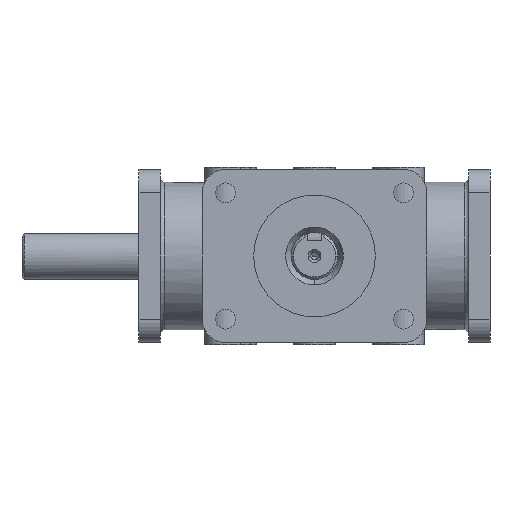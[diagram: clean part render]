
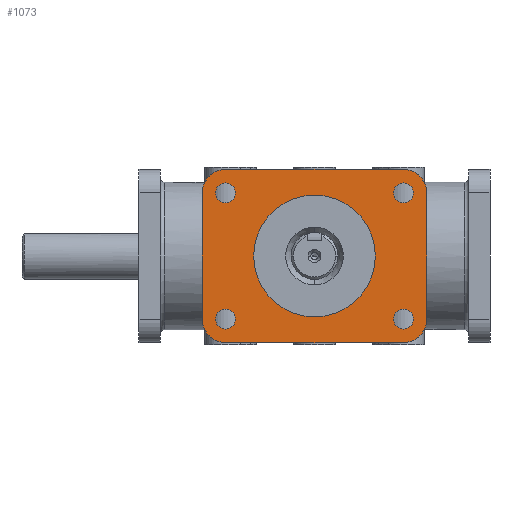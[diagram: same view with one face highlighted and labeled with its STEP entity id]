
A CAD part, front view. The second image highlights one B-rep face of the part: STEP entity #1073.
In plain terms, the highlighted planar face has unit normal (0, -1, 0).
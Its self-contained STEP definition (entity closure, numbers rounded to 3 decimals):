
#1073=ADVANCED_FACE('',(#2880,#2881,#2882,#2883,#2884,#2885),#2886,.F.);
#2880=FACE_OUTER_BOUND('',#6047,.T.);
#2881=FACE_BOUND('',#6048,.T.);
#2882=FACE_BOUND('',#6049,.T.);
#2883=FACE_BOUND('',#6050,.T.);
#2884=FACE_BOUND('',#6051,.T.);
#2885=FACE_BOUND('',#6052,.T.);
#2886=PLANE('',#6053);
#6047=EDGE_LOOP('',(#14798,#14799,#14800,#14801,#14802,#14803,#14804,#14805));
#6048=EDGE_LOOP('',(#14806,#14807,#14808));
#6049=EDGE_LOOP('',(#14809,#14810,#14811));
#6050=EDGE_LOOP('',(#14812,#14813,#14814));
#6051=EDGE_LOOP('',(#14815,#14816,#14817));
#6052=EDGE_LOOP('',(#14818,#14819,#14820));
#6053=AXIS2_PLACEMENT_3D('',#14821,#14822,#14823);
#14798=ORIENTED_EDGE('',*,*,#25311,.T.);
#14799=ORIENTED_EDGE('',*,*,#25312,.T.);
#14800=ORIENTED_EDGE('',*,*,#25313,.T.);
#14801=ORIENTED_EDGE('',*,*,#25314,.T.);
#14802=ORIENTED_EDGE('',*,*,#25315,.T.);
#14803=ORIENTED_EDGE('',*,*,#25316,.T.);
#14804=ORIENTED_EDGE('',*,*,#25317,.T.);
#14805=ORIENTED_EDGE('',*,*,#25318,.T.);
#14806=ORIENTED_EDGE('',*,*,#25319,.F.);
#14807=ORIENTED_EDGE('',*,*,#25320,.F.);
#14808=ORIENTED_EDGE('',*,*,#25321,.F.);
#14809=ORIENTED_EDGE('',*,*,#25322,.F.);
#14810=ORIENTED_EDGE('',*,*,#25323,.F.);
#14811=ORIENTED_EDGE('',*,*,#25324,.F.);
#14812=ORIENTED_EDGE('',*,*,#25325,.F.);
#14813=ORIENTED_EDGE('',*,*,#25326,.F.);
#14814=ORIENTED_EDGE('',*,*,#25327,.F.);
#14815=ORIENTED_EDGE('',*,*,#25328,.F.);
#14816=ORIENTED_EDGE('',*,*,#25329,.F.);
#14817=ORIENTED_EDGE('',*,*,#25330,.F.);
#14818=ORIENTED_EDGE('',*,*,#25331,.T.);
#14819=ORIENTED_EDGE('',*,*,#25332,.T.);
#14820=ORIENTED_EDGE('',*,*,#25333,.T.);
#14821=CARTESIAN_POINT('',(0.0,-140.0,0.0));
#14822=DIRECTION('',(0.0,1.0,0.0));
#14823=DIRECTION('',(1.0,0.0,-0.0));
#25311=EDGE_CURVE('',#29003,#29004,#29005,.T.);
#25312=EDGE_CURVE('',#29004,#29006,#29007,.T.);
#25313=EDGE_CURVE('',#29006,#29008,#29009,.T.);
#25314=EDGE_CURVE('',#29008,#29010,#29011,.T.);
#25315=EDGE_CURVE('',#29010,#29012,#29013,.T.);
#25316=EDGE_CURVE('',#29012,#29014,#29015,.T.);
#25317=EDGE_CURVE('',#29014,#29016,#29017,.T.);
#25318=EDGE_CURVE('',#29016,#29003,#29018,.T.);
#25319=EDGE_CURVE('',#29019,#29020,#29021,.T.);
#25320=EDGE_CURVE('',#29022,#29019,#29023,.T.);
#25321=EDGE_CURVE('',#29020,#29022,#29024,.T.);
#25322=EDGE_CURVE('',#29025,#29026,#29027,.T.);
#25323=EDGE_CURVE('',#29028,#29025,#29029,.T.);
#25324=EDGE_CURVE('',#29026,#29028,#29030,.T.);
#25325=EDGE_CURVE('',#29031,#29032,#29033,.T.);
#25326=EDGE_CURVE('',#29034,#29031,#29035,.T.);
#25327=EDGE_CURVE('',#29032,#29034,#29036,.T.);
#25328=EDGE_CURVE('',#29037,#29038,#29039,.T.);
#25329=EDGE_CURVE('',#29040,#29037,#29041,.T.);
#25330=EDGE_CURVE('',#29038,#29040,#29042,.T.);
#25331=EDGE_CURVE('',#29043,#29044,#29045,.T.);
#25332=EDGE_CURVE('',#29044,#29046,#29047,.T.);
#25333=EDGE_CURVE('',#29046,#29043,#29048,.T.);
#29003=VERTEX_POINT('',#37272);
#29004=VERTEX_POINT('',#37273);
#29005=CIRCLE('',#37274,10.0);
#29006=VERTEX_POINT('',#37275);
#29007=LINE('',#37276,#37277);
#29008=VERTEX_POINT('',#37278);
#29009=CIRCLE('',#37279,10.0);
#29010=VERTEX_POINT('',#37280);
#29011=LINE('',#37281,#37282);
#29012=VERTEX_POINT('',#37283);
#29013=CIRCLE('',#37284,10.0);
#29014=VERTEX_POINT('',#37285);
#29015=LINE('',#37286,#37287);
#29016=VERTEX_POINT('',#37288);
#29017=CIRCLE('',#37289,10.0);
#29018=LINE('',#37290,#37291);
#29019=VERTEX_POINT('',#37292);
#29020=VERTEX_POINT('',#37293);
#29021=CIRCLE('',#37294,4.25);
#29022=VERTEX_POINT('',#37295);
#29023=CIRCLE('',#37296,4.25);
#29024=CIRCLE('',#37297,4.25);
#29025=VERTEX_POINT('',#37298);
#29026=VERTEX_POINT('',#37299);
#29027=CIRCLE('',#37300,4.25);
#29028=VERTEX_POINT('',#37301);
#29029=CIRCLE('',#37302,4.25);
#29030=CIRCLE('',#37303,4.25);
#29031=VERTEX_POINT('',#37304);
#29032=VERTEX_POINT('',#37305);
#29033=CIRCLE('',#37306,4.25);
#29034=VERTEX_POINT('',#37307);
#29035=CIRCLE('',#37308,4.25);
#29036=CIRCLE('',#37309,4.25);
#29037=VERTEX_POINT('',#37310);
#29038=VERTEX_POINT('',#37311);
#29039=CIRCLE('',#37312,4.25);
#29040=VERTEX_POINT('',#37313);
#29041=CIRCLE('',#37314,4.25);
#29042=CIRCLE('',#37315,4.25);
#29043=VERTEX_POINT('',#37316);
#29044=VERTEX_POINT('',#37317);
#29045=CIRCLE('',#37318,26.0);
#29046=VERTEX_POINT('',#37319);
#29047=CIRCLE('',#37320,26.0);
#29048=CIRCLE('',#37321,26.0);
#37272=CARTESIAN_POINT('',(-48.0,-140.0,-27.0));
#37273=CARTESIAN_POINT('',(-38.0,-140.0,-37.0));
#37274=AXIS2_PLACEMENT_3D('',#48867,#48868,#48869);
#37275=CARTESIAN_POINT('',(38.0,-140.0,-37.0));
#37276=CARTESIAN_POINT('',(-38.0,-140.0,-37.0));
#37277=VECTOR('',#48870,1000.0);
#37278=CARTESIAN_POINT('',(48.0,-140.0,-27.0));
#37279=AXIS2_PLACEMENT_3D('',#48871,#48872,#48873);
#37280=CARTESIAN_POINT('',(48.0,-140.0,27.0));
#37281=CARTESIAN_POINT('',(48.0,-140.0,-27.0));
#37282=VECTOR('',#48874,1000.0);
#37283=CARTESIAN_POINT('',(38.0,-140.0,37.0));
#37284=AXIS2_PLACEMENT_3D('',#48875,#48876,#48877);
#37285=CARTESIAN_POINT('',(-38.0,-140.0,37.0));
#37286=CARTESIAN_POINT('',(38.0,-140.0,37.0));
#37287=VECTOR('',#48878,1000.0);
#37288=CARTESIAN_POINT('',(-48.0,-140.0,27.0));
#37289=AXIS2_PLACEMENT_3D('',#48879,#48880,#48881);
#37290=CARTESIAN_POINT('',(-48.0,-140.0,27.0));
#37291=VECTOR('',#48882,1000.0);
#37292=CARTESIAN_POINT('',(42.25,-140.0,27.0));
#37293=CARTESIAN_POINT('',(38.0,-140.0,31.25));
#37294=AXIS2_PLACEMENT_3D('',#48883,#48884,#48885);
#37295=CARTESIAN_POINT('',(38.0,-140.0,22.75));
#37296=AXIS2_PLACEMENT_3D('',#48886,#48887,#48888);
#37297=AXIS2_PLACEMENT_3D('',#48889,#48890,#48891);
#37298=CARTESIAN_POINT('',(42.25,-140.0,-27.0));
#37299=CARTESIAN_POINT('',(38.0,-140.0,-22.75));
#37300=AXIS2_PLACEMENT_3D('',#48892,#48893,#48894);
#37301=CARTESIAN_POINT('',(38.0,-140.0,-31.25));
#37302=AXIS2_PLACEMENT_3D('',#48895,#48896,#48897);
#37303=AXIS2_PLACEMENT_3D('',#48898,#48899,#48900);
#37304=CARTESIAN_POINT('',(-33.75,-140.0,-27.0));
#37305=CARTESIAN_POINT('',(-38.0,-140.0,-22.75));
#37306=AXIS2_PLACEMENT_3D('',#48901,#48902,#48903);
#37307=CARTESIAN_POINT('',(-38.0,-140.0,-31.25));
#37308=AXIS2_PLACEMENT_3D('',#48904,#48905,#48906);
#37309=AXIS2_PLACEMENT_3D('',#48907,#48908,#48909);
#37310=CARTESIAN_POINT('',(-33.75,-140.0,27.0));
#37311=CARTESIAN_POINT('',(-38.0,-140.0,31.25));
#37312=AXIS2_PLACEMENT_3D('',#48910,#48911,#48912);
#37313=CARTESIAN_POINT('',(-38.0,-140.0,22.75));
#37314=AXIS2_PLACEMENT_3D('',#48913,#48914,#48915);
#37315=AXIS2_PLACEMENT_3D('',#48916,#48917,#48918);
#37316=CARTESIAN_POINT('',(26.0,-140.0,0.0));
#37317=CARTESIAN_POINT('',(0.,-140.0,-26.0));
#37318=AXIS2_PLACEMENT_3D('',#48919,#48920,#48921);
#37319=CARTESIAN_POINT('',(0.,-140.0,26.0));
#37320=AXIS2_PLACEMENT_3D('',#48922,#48923,#48924);
#37321=AXIS2_PLACEMENT_3D('',#48925,#48926,#48927);
#48867=CARTESIAN_POINT('',(-38.0,-140.0,-27.0));
#48868=DIRECTION('',(0.0,-1.0,0.0));
#48869=DIRECTION('',(1.0,0.0,0.0));
#48870=DIRECTION('',(1.0,0.0,0.0));
#48871=CARTESIAN_POINT('',(38.0,-140.0,-27.0));
#48872=DIRECTION('',(0.0,-1.0,0.0));
#48873=DIRECTION('',(-1.0,0.0,0.0));
#48874=DIRECTION('',(0.0,0.0,1.0));
#48875=CARTESIAN_POINT('',(38.0,-140.0,27.0));
#48876=DIRECTION('',(0.0,-1.0,0.0));
#48877=DIRECTION('',(1.0,0.0,0.0));
#48878=DIRECTION('',(-1.0,0.0,0.0));
#48879=CARTESIAN_POINT('',(-38.0,-140.0,27.0));
#48880=DIRECTION('',(0.0,-1.0,0.0));
#48881=DIRECTION('',(1.0,0.0,0.0));
#48882=DIRECTION('',(0.0,0.0,-1.0));
#48883=CARTESIAN_POINT('',(38.0,-140.0,27.0));
#48884=DIRECTION('',(0.0,-1.0,0.0));
#48885=DIRECTION('',(1.0,0.0,0.0));
#48886=CARTESIAN_POINT('',(38.0,-140.0,27.0));
#48887=DIRECTION('',(0.0,-1.0,0.0));
#48888=DIRECTION('',(1.0,0.0,0.0));
#48889=CARTESIAN_POINT('',(38.0,-140.0,27.0));
#48890=DIRECTION('',(0.0,-1.0,0.0));
#48891=DIRECTION('',(1.0,0.0,0.0));
#48892=CARTESIAN_POINT('',(38.0,-140.0,-27.0));
#48893=DIRECTION('',(0.0,-1.0,0.0));
#48894=DIRECTION('',(1.0,0.0,0.0));
#48895=CARTESIAN_POINT('',(38.0,-140.0,-27.0));
#48896=DIRECTION('',(0.0,-1.0,0.0));
#48897=DIRECTION('',(1.0,0.0,0.0));
#48898=CARTESIAN_POINT('',(38.0,-140.0,-27.0));
#48899=DIRECTION('',(0.0,-1.0,0.0));
#48900=DIRECTION('',(1.0,0.0,0.0));
#48901=CARTESIAN_POINT('',(-38.0,-140.0,-27.0));
#48902=DIRECTION('',(0.0,-1.0,0.0));
#48903=DIRECTION('',(1.0,0.0,0.0));
#48904=CARTESIAN_POINT('',(-38.0,-140.0,-27.0));
#48905=DIRECTION('',(0.0,-1.0,0.0));
#48906=DIRECTION('',(1.0,0.0,0.0));
#48907=CARTESIAN_POINT('',(-38.0,-140.0,-27.0));
#48908=DIRECTION('',(0.0,-1.0,0.0));
#48909=DIRECTION('',(1.0,0.0,0.0));
#48910=CARTESIAN_POINT('',(-38.0,-140.0,27.0));
#48911=DIRECTION('',(0.0,-1.0,0.0));
#48912=DIRECTION('',(1.0,0.0,0.0));
#48913=CARTESIAN_POINT('',(-38.0,-140.0,27.0));
#48914=DIRECTION('',(0.0,-1.0,0.0));
#48915=DIRECTION('',(1.0,0.0,0.0));
#48916=CARTESIAN_POINT('',(-38.0,-140.0,27.0));
#48917=DIRECTION('',(0.0,-1.0,0.0));
#48918=DIRECTION('',(1.0,0.0,0.0));
#48919=CARTESIAN_POINT('',(0.0,-140.0,0.0));
#48920=DIRECTION('',(-0.0,1.0,0.0));
#48921=DIRECTION('',(1.0,0.0,0.0));
#48922=CARTESIAN_POINT('',(0.0,-140.0,0.0));
#48923=DIRECTION('',(-0.0,1.0,0.0));
#48924=DIRECTION('',(1.0,0.0,0.0));
#48925=CARTESIAN_POINT('',(0.0,-140.0,0.0));
#48926=DIRECTION('',(-0.0,1.0,0.0));
#48927=DIRECTION('',(1.0,0.0,0.0));
